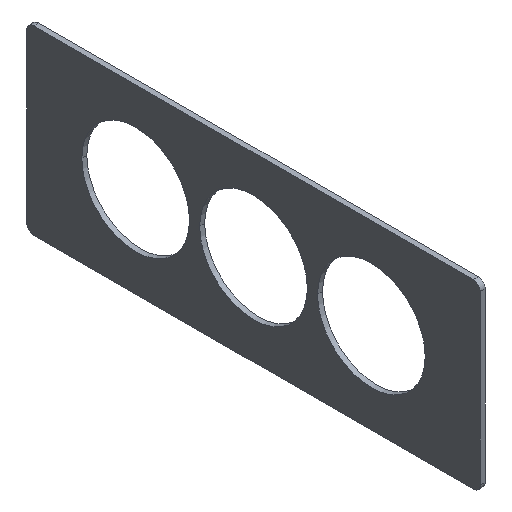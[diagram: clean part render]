
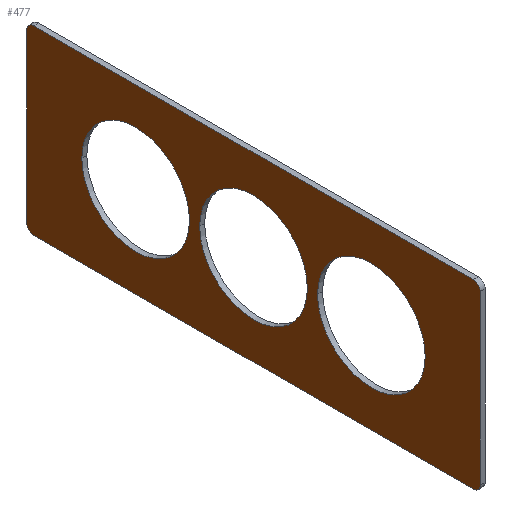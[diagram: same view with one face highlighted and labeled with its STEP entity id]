
A CAD part, isometric view. The second image highlights one B-rep face of the part: STEP entity #477.
In plain terms, the highlighted planar face has unit normal (-1, 0, 0).
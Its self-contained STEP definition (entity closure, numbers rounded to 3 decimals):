
#85=AXIS2_PLACEMENT_3D('Circle Axis2P3D',#83,#84,$) ;
#147=AXIS2_PLACEMENT_3D('Circle Axis2P3D',#145,#146,$) ;
#209=AXIS2_PLACEMENT_3D('Circle Axis2P3D',#207,#208,$) ;
#269=AXIS2_PLACEMENT_3D('Circle Axis2P3D',#267,#268,$) ;
#309=AXIS2_PLACEMENT_3D('Circle Axis2P3D',#307,#308,$) ;
#326=AXIS2_PLACEMENT_3D('Circle Axis2P3D',#324,#325,$) ;
#366=AXIS2_PLACEMENT_3D('Circle Axis2P3D',#364,#365,$) ;
#383=AXIS2_PLACEMENT_3D('Circle Axis2P3D',#381,#382,$) ;
#423=AXIS2_PLACEMENT_3D('Circle Axis2P3D',#421,#422,$) ;
#440=AXIS2_PLACEMENT_3D('Circle Axis2P3D',#438,#439,$) ;
#453=AXIS2_PLACEMENT_3D('Plane Axis2P3D',#450,#451,#452) ;
#40=CARTESIAN_POINT('Vertex',(0.,-97.,-40.)) ;
#45=CARTESIAN_POINT('Line Origine',(0.,0.,-40.)) ;
#49=CARTESIAN_POINT('Vertex',(0.,97.,-40.)) ;
#83=CARTESIAN_POINT('Axis2P3D Location',(0.,97.,-37.)) ;
#87=CARTESIAN_POINT('Vertex',(0.,100.,-37.)) ;
#107=CARTESIAN_POINT('Line Origine',(0.,100.,0.)) ;
#111=CARTESIAN_POINT('Vertex',(0.,100.,37.)) ;
#145=CARTESIAN_POINT('Axis2P3D Location',(0.,97.,37.)) ;
#149=CARTESIAN_POINT('Vertex',(0.,97.,40.)) ;
#173=CARTESIAN_POINT('Vertex',(0.,-97.,40.)) ;
#183=CARTESIAN_POINT('Line Origine',(0.,0.,40.)) ;
#207=CARTESIAN_POINT('Axis2P3D Location',(0.,-97.,37.)) ;
#211=CARTESIAN_POINT('Vertex',(0.,-100.,37.)) ;
#238=CARTESIAN_POINT('Line Origine',(0.,-100.,0.)) ;
#242=CARTESIAN_POINT('Vertex',(0.,-100.,-37.)) ;
#267=CARTESIAN_POINT('Axis2P3D Location',(0.,-97.,-37.)) ;
#290=CARTESIAN_POINT('Vertex',(0.,75.75,0.)) ;
#304=CARTESIAN_POINT('Vertex',(0.,28.25,0.)) ;
#307=CARTESIAN_POINT('Axis2P3D Location',(0.,52.,0.)) ;
#324=CARTESIAN_POINT('Axis2P3D Location',(0.,52.,0.)) ;
#347=CARTESIAN_POINT('Vertex',(0.,-75.75,0.)) ;
#361=CARTESIAN_POINT('Vertex',(0.,-28.25,0.)) ;
#364=CARTESIAN_POINT('Axis2P3D Location',(0.,-52.,0.)) ;
#381=CARTESIAN_POINT('Axis2P3D Location',(0.,-52.,0.)) ;
#404=CARTESIAN_POINT('Vertex',(0.,23.75,0.)) ;
#418=CARTESIAN_POINT('Vertex',(0.,-23.75,0.)) ;
#421=CARTESIAN_POINT('Axis2P3D Location',(0.,0.,0.)) ;
#438=CARTESIAN_POINT('Axis2P3D Location',(0.,0.,0.)) ;
#450=CARTESIAN_POINT('Axis2P3D Location',(0.,0.,0.)) ;
#46=DIRECTION('Vector Direction',(0.,-1.,0.)) ;
#84=DIRECTION('Axis2P3D Direction',(1.,0.,0.)) ;
#108=DIRECTION('Vector Direction',(0.,0.,1.)) ;
#146=DIRECTION('Axis2P3D Direction',(1.,0.,-0.)) ;
#184=DIRECTION('Vector Direction',(0.,1.,0.)) ;
#208=DIRECTION('Axis2P3D Direction',(1.,0.,0.)) ;
#239=DIRECTION('Vector Direction',(0.,0.,-1.)) ;
#268=DIRECTION('Axis2P3D Direction',(1.,0.,0.)) ;
#308=DIRECTION('Axis2P3D Direction',(1.,0.,0.)) ;
#325=DIRECTION('Axis2P3D Direction',(1.,0.,0.)) ;
#365=DIRECTION('Axis2P3D Direction',(1.,0.,0.)) ;
#382=DIRECTION('Axis2P3D Direction',(1.,0.,0.)) ;
#422=DIRECTION('Axis2P3D Direction',(1.,0.,0.)) ;
#439=DIRECTION('Axis2P3D Direction',(1.,0.,0.)) ;
#451=DIRECTION('Axis2P3D Direction',(1.,0.,0.)) ;
#452=DIRECTION('Axis2P3D XDirection',(0.,1.,0.)) ;
#47=VECTOR('Line Direction',#46,1.) ;
#109=VECTOR('Line Direction',#108,1.) ;
#185=VECTOR('Line Direction',#184,1.) ;
#240=VECTOR('Line Direction',#239,1.) ;
#456=ORIENTED_EDGE('',*,*,#271,.F.) ;
#457=ORIENTED_EDGE('',*,*,#244,.F.) ;
#458=ORIENTED_EDGE('',*,*,#213,.F.) ;
#459=ORIENTED_EDGE('',*,*,#187,.F.) ;
#460=ORIENTED_EDGE('',*,*,#151,.F.) ;
#461=ORIENTED_EDGE('',*,*,#113,.F.) ;
#462=ORIENTED_EDGE('',*,*,#89,.F.) ;
#463=ORIENTED_EDGE('',*,*,#51,.F.) ;
#466=ORIENTED_EDGE('',*,*,#328,.T.) ;
#467=ORIENTED_EDGE('',*,*,#311,.T.) ;
#470=ORIENTED_EDGE('',*,*,#385,.T.) ;
#471=ORIENTED_EDGE('',*,*,#368,.T.) ;
#474=ORIENTED_EDGE('',*,*,#442,.T.) ;
#475=ORIENTED_EDGE('',*,*,#425,.T.) ;
#468=FACE_BOUND('',#465,.T.) ;
#472=FACE_BOUND('',#469,.T.) ;
#476=FACE_BOUND('',#473,.T.) ;
#477=ADVANCED_FACE('Corps principal',(#464,#468,#472,#476),#454,.F.) ;
#86=CIRCLE('generated circle',#85,3.) ;
#148=CIRCLE('generated circle',#147,3.) ;
#210=CIRCLE('generated circle',#209,3.) ;
#270=CIRCLE('generated circle',#269,3.) ;
#310=CIRCLE('generated circle',#309,23.75) ;
#327=CIRCLE('generated circle',#326,23.75) ;
#367=CIRCLE('generated circle',#366,23.75) ;
#384=CIRCLE('generated circle',#383,23.75) ;
#424=CIRCLE('generated circle',#423,23.75) ;
#441=CIRCLE('generated circle',#440,23.75) ;
#51=EDGE_CURVE('',#41,#50,#48,.F.) ;
#89=EDGE_CURVE('',#50,#88,#86,.T.) ;
#113=EDGE_CURVE('',#88,#112,#110,.T.) ;
#151=EDGE_CURVE('',#112,#150,#148,.T.) ;
#187=EDGE_CURVE('',#150,#174,#186,.F.) ;
#213=EDGE_CURVE('',#174,#212,#210,.T.) ;
#244=EDGE_CURVE('',#212,#243,#241,.T.) ;
#271=EDGE_CURVE('',#243,#41,#270,.T.) ;
#311=EDGE_CURVE('',#291,#305,#310,.T.) ;
#328=EDGE_CURVE('',#305,#291,#327,.T.) ;
#368=EDGE_CURVE('',#348,#362,#367,.T.) ;
#385=EDGE_CURVE('',#362,#348,#384,.T.) ;
#425=EDGE_CURVE('',#405,#419,#424,.T.) ;
#442=EDGE_CURVE('',#419,#405,#441,.T.) ;
#455=EDGE_LOOP('',(#456,#457,#458,#459,#460,#461,#462,#463)) ;
#465=EDGE_LOOP('',(#466,#467)) ;
#469=EDGE_LOOP('',(#470,#471)) ;
#473=EDGE_LOOP('',(#474,#475)) ;
#464=FACE_OUTER_BOUND('',#455,.T.) ;
#48=LINE('Line',#45,#47) ;
#110=LINE('Line',#107,#109) ;
#186=LINE('Line',#183,#185) ;
#241=LINE('Line',#238,#240) ;
#454=PLANE('',#453) ;
#41=VERTEX_POINT('',#40) ;
#50=VERTEX_POINT('',#49) ;
#88=VERTEX_POINT('',#87) ;
#112=VERTEX_POINT('',#111) ;
#150=VERTEX_POINT('',#149) ;
#174=VERTEX_POINT('',#173) ;
#212=VERTEX_POINT('',#211) ;
#243=VERTEX_POINT('',#242) ;
#291=VERTEX_POINT('',#290) ;
#305=VERTEX_POINT('',#304) ;
#348=VERTEX_POINT('',#347) ;
#362=VERTEX_POINT('',#361) ;
#405=VERTEX_POINT('',#404) ;
#419=VERTEX_POINT('',#418) ;
